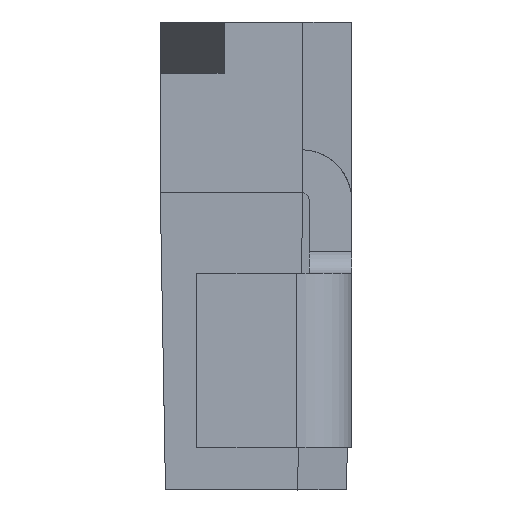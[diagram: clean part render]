
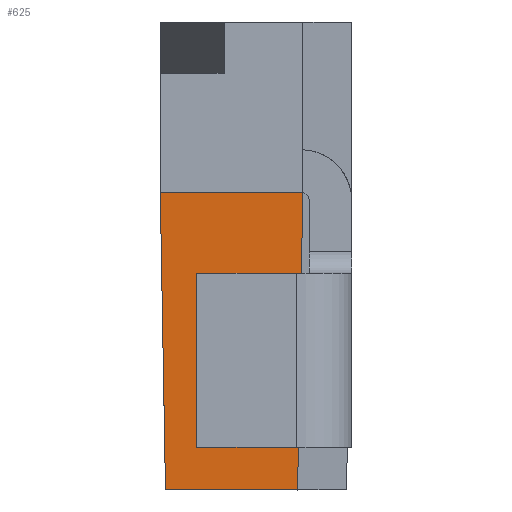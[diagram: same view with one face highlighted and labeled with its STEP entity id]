
A CAD part, left-side view. The second image highlights one B-rep face of the part: STEP entity #625.
In plain terms, the highlighted planar face has unit normal (-1, 0, -0.018).
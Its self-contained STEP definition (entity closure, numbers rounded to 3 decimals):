
#343 = VERTEX_POINT ( 'NONE', #1048 ) ;
#434 = VERTEX_POINT ( 'NONE', #1222 ) ;
#436 = EDGE_CURVE ( 'NONE', #343, #434, #1221, .T. ) ;
#561 = EDGE_CURVE ( 'NONE', #562, #343, #1497, .T. ) ;
#562 = VERTEX_POINT ( 'NONE', #1493 ) ;
#581 = EDGE_CURVE ( 'NONE', #585, #562, #1533, .T. ) ;
#585 = VERTEX_POINT ( 'NONE', #1522 ) ;
#586 = ORIENTED_EDGE ( 'NONE', *, *, #581, .T. ) ;
#589 = ORIENTED_EDGE ( 'NONE', *, *, #590, .F. ) ;
#590 = EDGE_CURVE ( 'NONE', #585, #434, #1521, .T. ) ;
#594 = ORIENTED_EDGE ( 'NONE', *, *, #436, .T. ) ;
#596 = ORIENTED_EDGE ( 'NONE', *, *, #561, .T. ) ;
#625 = ADVANCED_FACE ( 'NONE', ( #1552 ), #1550, .T. ) ;
#697 = EDGE_LOOP ( 'NONE', ( #594, #589, #586, #596 ) ) ;
#1048 = CARTESIAN_POINT ( 'NONE',  ( -1.8, -0.11, 0. ) ) ;
#1218 = DIRECTION ( 'NONE',  ( 0., 1., 0. ) ) ;
#1219 = VECTOR ( 'NONE', #1218, 1000. ) ;
#1220 = CARTESIAN_POINT ( 'NONE',  ( -1.8, 0.058, 0. ) ) ;
#1221 = LINE ( 'NONE', #1220, #1219 ) ;
#1222 = CARTESIAN_POINT ( 'NONE',  ( -1.8, 0.225, 0. ) ) ;
#1493 = CARTESIAN_POINT ( 'NONE',  ( -1.788, -0.098, -0.7 ) ) ;
#1494 = DIRECTION ( 'NONE',  ( -0.017, -0.017, 1. ) ) ;
#1495 = VECTOR ( 'NONE', #1494, 1000. ) ;
#1496 = CARTESIAN_POINT ( 'NONE',  ( -1.788, -0.098, -0.7 ) ) ;
#1497 = LINE ( 'NONE', #1496, #1495 ) ;
#1518 = DIRECTION ( 'NONE',  ( -0.017, 0.017, 1. ) ) ;
#1519 = VECTOR ( 'NONE', #1518, 1000. ) ;
#1520 = CARTESIAN_POINT ( 'NONE',  ( -1.788, 0.213, -0.7 ) ) ;
#1521 = LINE ( 'NONE', #1520, #1519 ) ;
#1522 = CARTESIAN_POINT ( 'NONE',  ( -1.788, 0.213, -0.7 ) ) ;
#1527 = DIRECTION ( 'NONE',  ( 0., -1., 0. ) ) ;
#1528 = VECTOR ( 'NONE', #1527, 1000. ) ;
#1529 = CARTESIAN_POINT ( 'NONE',  ( -1.788, 0.058, -0.7 ) ) ;
#1533 = LINE ( 'NONE', #1529, #1528 ) ;
#1546 = DIRECTION ( 'NONE',  ( -0.017, 0., 1. ) ) ;
#1547 = DIRECTION ( 'NONE',  ( -1., 0., -0.017 ) ) ;
#1548 = CARTESIAN_POINT ( 'NONE',  ( -1.788, -0.112, -0.7 ) ) ;
#1549 = AXIS2_PLACEMENT_3D ( 'NONE', #1548, #1547, #1546 ) ;
#1550 = PLANE ( 'NONE',  #1549 ) ;
#1552 = FACE_OUTER_BOUND ( 'NONE', #697, .T. ) ;
